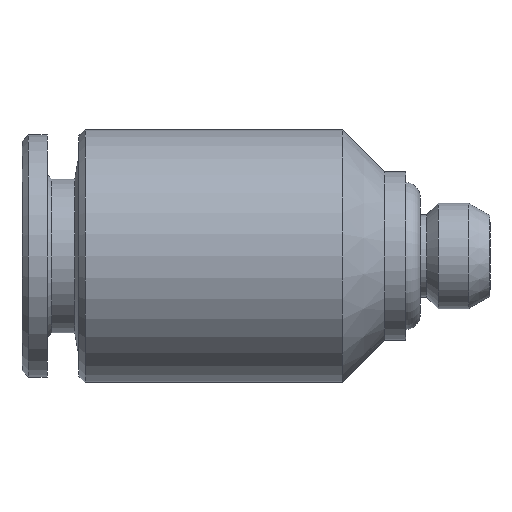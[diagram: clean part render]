
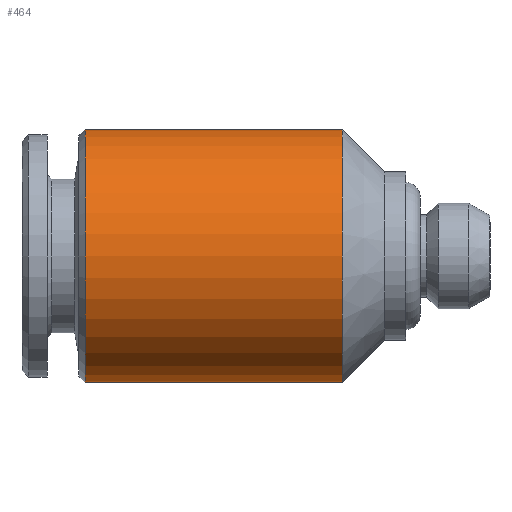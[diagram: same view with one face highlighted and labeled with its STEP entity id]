
A CAD part, left-side view. The second image highlights one B-rep face of the part: STEP entity #464.
In plain terms, the highlighted cylindrical face has radius 6 mm (diameter 12 mm), a partial arc.
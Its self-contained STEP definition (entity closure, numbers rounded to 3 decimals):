
#14 = CARTESIAN_POINT ( 'NONE',  ( 0., 7., -6. ) ) ;
#34 = LINE ( 'NONE', #38, #37 ) ;
#35 = CARTESIAN_POINT ( 'NONE',  ( 0., 7., 6. ) ) ;
#36 = DIRECTION ( 'NONE',  ( 0., -1., 0. ) ) ;
#37 = VECTOR ( 'NONE', #36, 1000. ) ;
#38 = CARTESIAN_POINT ( 'NONE',  ( 0., -2.242, 6. ) ) ;
#412 = ORIENTED_EDGE ( 'NONE', *, *, #1396, .F. ) ;
#413 = ORIENTED_EDGE ( 'NONE', *, *, #414, .T. ) ;
#414 = EDGE_CURVE ( 'NONE', #1338, #1341, #758, .T. ) ;
#415 = ORIENTED_EDGE ( 'NONE', *, *, #1350, .T. ) ;
#463 = EDGE_CURVE ( 'NONE', #1397, #1398, #784, .T. ) ;
#464 = ADVANCED_FACE ( 'NONE', ( #780 ), #773, .T. ) ;
#465 = EDGE_LOOP ( 'NONE', ( #412, #413, #415, #466 ) ) ;
#466 = ORIENTED_EDGE ( 'NONE', *, *, #463, .F. ) ;
#758 = CIRCLE ( 'NONE', #771, 6. ) ;
#765 = DIRECTION ( 'NONE',  ( 0., 0., -1. ) ) ;
#769 = DIRECTION ( 'NONE',  ( 0., -1., 0. ) ) ;
#770 = CARTESIAN_POINT ( 'NONE',  ( 0., 19.2, 0. ) ) ;
#771 = AXIS2_PLACEMENT_3D ( 'NONE', #770, #769, #765 ) ;
#772 = AXIS2_PLACEMENT_3D ( 'NONE', #774, #783, #782 ) ;
#773 = CYLINDRICAL_SURFACE ( 'NONE', #772, 6. ) ;
#774 = CARTESIAN_POINT ( 'NONE',  ( 0., -2.242, 0. ) ) ;
#776 = DIRECTION ( 'NONE',  ( 0., 0., -1. ) ) ;
#777 = DIRECTION ( 'NONE',  ( 0., -1., 0. ) ) ;
#778 = CARTESIAN_POINT ( 'NONE',  ( 0., 7., 0. ) ) ;
#779 = AXIS2_PLACEMENT_3D ( 'NONE', #778, #777, #776 ) ;
#780 = FACE_OUTER_BOUND ( 'NONE', #465, .T. ) ;
#782 = DIRECTION ( 'NONE',  ( 0., 0., -1. ) ) ;
#783 = DIRECTION ( 'NONE',  ( 0., -1., 0. ) ) ;
#784 = CIRCLE ( 'NONE', #779, 6. ) ;
#1054 = CARTESIAN_POINT ( 'NONE',  ( 0., 19.2, 6. ) ) ;
#1167 = DIRECTION ( 'NONE',  ( 0., -1., 0. ) ) ;
#1168 = VECTOR ( 'NONE', #1167, 1000. ) ;
#1169 = CARTESIAN_POINT ( 'NONE',  ( 0., -2.242, -6. ) ) ;
#1170 = LINE ( 'NONE', #1169, #1168 ) ;
#1186 = CARTESIAN_POINT ( 'NONE',  ( 0., 19.2, -6. ) ) ;
#1338 = VERTEX_POINT ( 'NONE', #1054 ) ;
#1341 = VERTEX_POINT ( 'NONE', #1186 ) ;
#1350 = EDGE_CURVE ( 'NONE', #1341, #1398, #1170, .T. ) ;
#1396 = EDGE_CURVE ( 'NONE', #1338, #1397, #34, .T. ) ;
#1397 = VERTEX_POINT ( 'NONE', #35 ) ;
#1398 = VERTEX_POINT ( 'NONE', #14 ) ;
